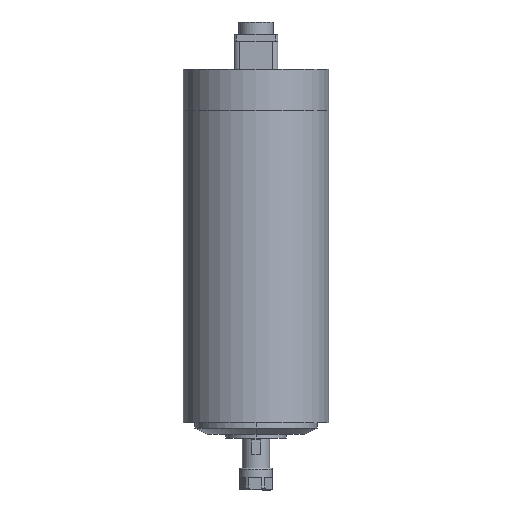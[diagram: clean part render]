
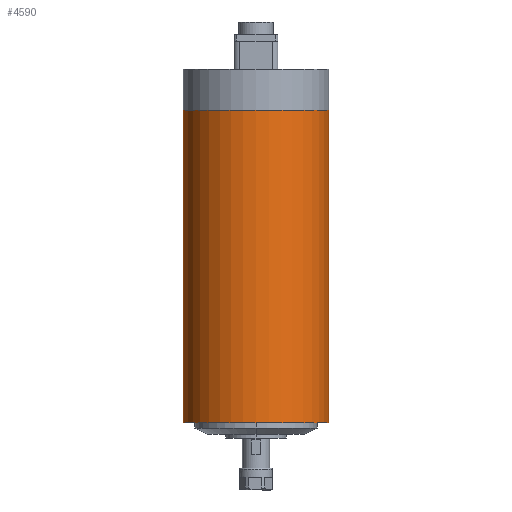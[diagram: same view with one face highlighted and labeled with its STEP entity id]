
A CAD part, front view. The second image highlights one B-rep face of the part: STEP entity #4590.
In plain terms, the highlighted cylindrical face has radius 40 mm (diameter 80 mm), a partial arc.
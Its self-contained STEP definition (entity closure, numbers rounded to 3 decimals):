
#235 = CARTESIAN_POINT ( 'NONE',  ( 40., 0., 0. ) ) ;
#317 = CARTESIAN_POINT ( 'NONE',  ( -40., 0., 171.5 ) ) ;
#345 = DIRECTION ( 'NONE',  ( 0., 0., -1. ) ) ;
#449 = AXIS2_PLACEMENT_3D ( 'NONE', #2920, #1856, #4002 ) ;
#699 = CARTESIAN_POINT ( 'NONE',  ( -40., 0., 171.5 ) ) ;
#1144 = CIRCLE ( 'NONE', #449, 40. ) ;
#1241 = VERTEX_POINT ( 'NONE', #235 ) ;
#1344 = VERTEX_POINT ( 'NONE', #6796 ) ;
#1407 = AXIS2_PLACEMENT_3D ( 'NONE', #2201, #6468, #2722 ) ;
#1842 = EDGE_LOOP ( 'NONE', ( #2488, #3511, #4790, #4410 ) ) ;
#1856 = DIRECTION ( 'NONE',  ( 0., 0., 1. ) ) ;
#2071 = DIRECTION ( 'NONE',  ( 0., 0., -1. ) ) ;
#2201 = CARTESIAN_POINT ( 'NONE',  ( 0., 0., 171.5 ) ) ;
#2488 = ORIENTED_EDGE ( 'NONE', *, *, #5553, .F. ) ;
#2722 = DIRECTION ( 'NONE',  ( -1., 0., 0. ) ) ;
#2920 = CARTESIAN_POINT ( 'NONE',  ( 0., 0., 0. ) ) ;
#3075 = VECTOR ( 'NONE', #3857, 1000. ) ;
#3511 = ORIENTED_EDGE ( 'NONE', *, *, #3557, .T. ) ;
#3557 = EDGE_CURVE ( 'NONE', #6094, #5787, #6419, .T. ) ;
#3688 = AXIS2_PLACEMENT_3D ( 'NONE', #5796, #2071, #4287 ) ;
#3799 = CARTESIAN_POINT ( 'NONE',  ( 40., 0., 171.5 ) ) ;
#3857 = DIRECTION ( 'NONE',  ( 0., 0., -1. ) ) ;
#4002 = DIRECTION ( 'NONE',  ( -1., 0., 0. ) ) ;
#4104 = LINE ( 'NONE', #699, #3075 ) ;
#4206 = FACE_OUTER_BOUND ( 'NONE', #1842, .T. ) ;
#4287 = DIRECTION ( 'NONE',  ( -1., 0., 0. ) ) ;
#4410 = ORIENTED_EDGE ( 'NONE', *, *, #4412, .T. ) ;
#4412 = EDGE_CURVE ( 'NONE', #1344, #1241, #1144, .T. ) ;
#4590 = ADVANCED_FACE ( 'NONE', ( #4206 ), #4720, .T. ) ;
#4720 = CYLINDRICAL_SURFACE ( 'NONE', #1407, 40. ) ;
#4790 = ORIENTED_EDGE ( 'NONE', *, *, #5294, .T. ) ;
#5171 = CARTESIAN_POINT ( 'NONE',  ( 40., 0., 171.5 ) ) ;
#5294 = EDGE_CURVE ( 'NONE', #5787, #1344, #4104, .T. ) ;
#5433 = VECTOR ( 'NONE', #345, 1000. ) ;
#5553 = EDGE_CURVE ( 'NONE', #6094, #1241, #6290, .T. ) ;
#5787 = VERTEX_POINT ( 'NONE', #317 ) ;
#5796 = CARTESIAN_POINT ( 'NONE',  ( 0., 0., 171.5 ) ) ;
#6094 = VERTEX_POINT ( 'NONE', #3799 ) ;
#6290 = LINE ( 'NONE', #5171, #5433 ) ;
#6419 = CIRCLE ( 'NONE', #3688, 40. ) ;
#6468 = DIRECTION ( 'NONE',  ( 0., 0., -1. ) ) ;
#6796 = CARTESIAN_POINT ( 'NONE',  ( -40., 0., 0. ) ) ;
